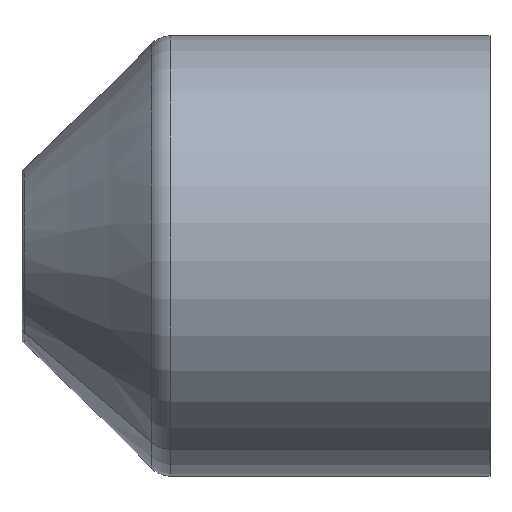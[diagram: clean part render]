
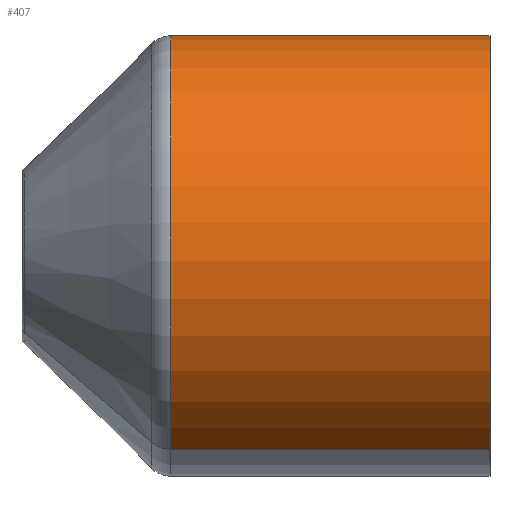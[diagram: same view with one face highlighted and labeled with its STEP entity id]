
A CAD part, left-side view. The second image highlights one B-rep face of the part: STEP entity #407.
In plain terms, the highlighted cylindrical face has radius 16 mm (diameter 32 mm), a partial arc.
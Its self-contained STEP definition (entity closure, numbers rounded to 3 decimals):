
#275=CARTESIAN_POINT('Vertex',(7.671,0.,14.041)) ;
#277=CARTESIAN_POINT('Vertex',(-7.671,0.,-14.041)) ;
#280=CARTESIAN_POINT('Axis2P3D Location',(0.,0.,0.)) ;
#365=CARTESIAN_POINT('Axis2P3D Location',(0.,17.,0.)) ;
#370=CARTESIAN_POINT('Line Origine',(7.671,12.,14.041)) ;
#374=CARTESIAN_POINT('Vertex',(7.671,23.184,14.041)) ;
#377=CARTESIAN_POINT('Line Origine',(-7.671,12.,-14.041)) ;
#381=CARTESIAN_POINT('Vertex',(-7.671,23.184,-14.041)) ;
#396=CARTESIAN_POINT('Axis2P3D Location',(0.,23.184,0.)) ;
#281=DIRECTION('Axis2P3D Direction',(-0.,1.,0.)) ;
#366=DIRECTION('Axis2P3D Direction',(0.,1.,0.)) ;
#367=DIRECTION('Axis2P3D XDirection',(0.479,-0.,0.878)) ;
#371=DIRECTION('Vector Direction',(0.,1.,0.)) ;
#378=DIRECTION('Vector Direction',(0.,1.,0.)) ;
#397=DIRECTION('Axis2P3D Direction',(0.,1.,0.)) ;
#282=AXIS2_PLACEMENT_3D('Circle Axis2P3D',#280,#281,$) ;
#368=AXIS2_PLACEMENT_3D('Cylinder Axis2P3D',#365,#366,#367) ;
#398=AXIS2_PLACEMENT_3D('Circle Axis2P3D',#396,#397,$) ;
#402=ORIENTED_EDGE('',*,*,#383,.T.) ;
#403=ORIENTED_EDGE('',*,*,#284,.T.) ;
#404=ORIENTED_EDGE('',*,*,#376,.F.) ;
#405=ORIENTED_EDGE('',*,*,#400,.F.) ;
#372=VECTOR('Line Direction',#371,1.) ;
#379=VECTOR('Line Direction',#378,1.) ;
#407=ADVANCED_FACE('Corps principal',(#406),#369,.T.) ;
#283=CIRCLE('generated circle',#282,16.) ;
#399=CIRCLE('generated circle',#398,16.) ;
#369=CYLINDRICAL_SURFACE('generated cylinder',#368,16.) ;
#284=EDGE_CURVE('',#278,#276,#283,.T.) ;
#376=EDGE_CURVE('',#375,#276,#373,.F.) ;
#383=EDGE_CURVE('',#382,#278,#380,.F.) ;
#400=EDGE_CURVE('',#382,#375,#399,.T.) ;
#401=EDGE_LOOP('',(#402,#403,#404,#405)) ;
#406=FACE_OUTER_BOUND('',#401,.T.) ;
#373=LINE('Line',#370,#372) ;
#380=LINE('Line',#377,#379) ;
#276=VERTEX_POINT('',#275) ;
#278=VERTEX_POINT('',#277) ;
#375=VERTEX_POINT('',#374) ;
#382=VERTEX_POINT('',#381) ;
